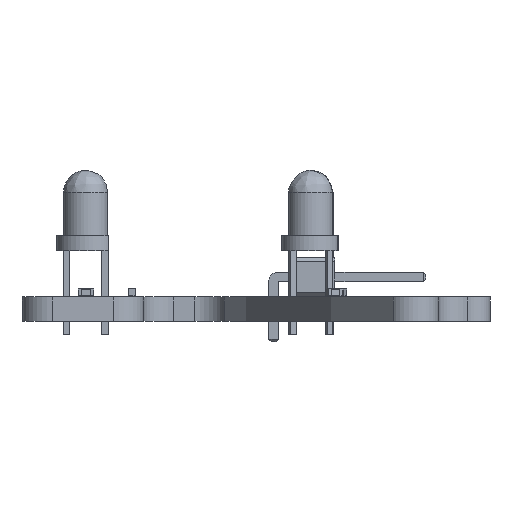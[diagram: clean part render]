
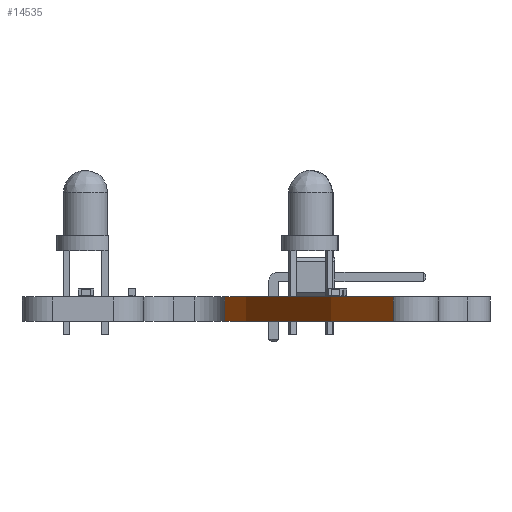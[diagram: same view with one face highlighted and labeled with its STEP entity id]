
A CAD part, left-side view. The second image highlights one B-rep face of the part: STEP entity #14535.
In plain terms, the highlighted cylindrical face has radius 45.001 mm (diameter 90.001 mm), a partial arc.
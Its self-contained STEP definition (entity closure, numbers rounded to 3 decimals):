
#9564 = PLANE('',#9565);
#9565 = AXIS2_PLACEMENT_3D('',#9566,#9567,#9568);
#9566 = CARTESIAN_POINT('',(0.004,46.549,1.6));
#9567 = DIRECTION('',(-0.,-0.,-1.));
#9568 = DIRECTION('',(-1.,0.,0.));
#9623 = PLANE('',#9624);
#9624 = AXIS2_PLACEMENT_3D('',#9625,#9626,#9627);
#9625 = CARTESIAN_POINT('',(0.004,46.549,0.));
#9626 = DIRECTION('',(-0.,-0.,-1.));
#9627 = DIRECTION('',(-1.,0.,0.));
#9911 = VERTEX_POINT('',#9912);
#9912 = CARTESIAN_POINT('',(-30.011,33.533,0.));
#9931 = CYLINDRICAL_SURFACE('',#9932,1.7);
#9932 = AXIS2_PLACEMENT_3D('',#9933,#9934,#9935);
#9933 = CARTESIAN_POINT('',(-28.877,32.266,0.));
#9934 = DIRECTION('',(-0.,-0.,-1.));
#9935 = DIRECTION('',(1.,0.,-0.));
#9943 = EDGE_CURVE('',#9944,#9911,#9946,.T.);
#9944 = VERTEX_POINT('',#9945);
#9945 = CARTESIAN_POINT('',(-5.745,44.632,0.));
#9946 = SURFACE_CURVE('',#9947,(#9952,#9963),.PCURVE_S1.);
#9947 = CIRCLE('',#9948,45.);
#9948 = AXIS2_PLACEMENT_3D('',#9949,#9950,#9951);
#9949 = CARTESIAN_POINT('',(0.,0.,0.));
#9950 = DIRECTION('',(0.,0.,1.));
#9951 = DIRECTION('',(1.,0.,-0.));
#9952 = PCURVE('',#9623,#9953);
#9953 = DEFINITIONAL_REPRESENTATION('',(#9954),#9962);
#9954 = ( BOUNDED_CURVE() B_SPLINE_CURVE(2,(#9955,#9956,#9957,#9958,
#9959,#9960,#9961),.UNSPECIFIED.,.T.,.F.) B_SPLINE_CURVE_WITH_KNOTS((1,2
    ,2,2,2,1),(-2.094,0.,2.094,4.189,
6.283,8.378),.UNSPECIFIED.) CURVE() 
GEOMETRIC_REPRESENTATION_ITEM() RATIONAL_B_SPLINE_CURVE((1.,0.5,1.,0.5,
1.,0.5,1.)) REPRESENTATION_ITEM('') );
#9955 = CARTESIAN_POINT('',(-44.997,-46.549));
#9956 = CARTESIAN_POINT('',(-44.997,31.394));
#9957 = CARTESIAN_POINT('',(22.504,-7.577));
#9958 = CARTESIAN_POINT('',(90.005,-46.549));
#9959 = CARTESIAN_POINT('',(22.504,-85.52));
#9960 = CARTESIAN_POINT('',(-44.997,-124.492));
#9961 = CARTESIAN_POINT('',(-44.997,-46.549));
#9962 = ( GEOMETRIC_REPRESENTATION_CONTEXT(2) 
PARAMETRIC_REPRESENTATION_CONTEXT() REPRESENTATION_CONTEXT('2D SPACE',''
  ) );
#9963 = PCURVE('',#9964,#9969);
#9964 = CYLINDRICAL_SURFACE('',#9965,45.);
#9965 = AXIS2_PLACEMENT_3D('',#9966,#9967,#9968);
#9966 = CARTESIAN_POINT('',(0.,0.,0.));
#9967 = DIRECTION('',(-0.,-0.,-1.));
#9968 = DIRECTION('',(1.,0.,-0.));
#9969 = DEFINITIONAL_REPRESENTATION('',(#9970),#9974);
#9970 = LINE('',#9971,#9972);
#9971 = CARTESIAN_POINT('',(-0.,0.));
#9972 = VECTOR('',#9973,1.);
#9973 = DIRECTION('',(-1.,0.));
#9974 = ( GEOMETRIC_REPRESENTATION_CONTEXT(2) 
PARAMETRIC_REPRESENTATION_CONTEXT() REPRESENTATION_CONTEXT('2D SPACE',''
  ) );
#9997 = CYLINDRICAL_SURFACE('',#9998,2.);
#9998 = AXIS2_PLACEMENT_3D('',#9999,#10000,#10001);
#9999 = CARTESIAN_POINT('',(-6.,46.616,0.));
#10000 = DIRECTION('',(-0.,-0.,-1.));
#10001 = DIRECTION('',(1.,0.,-0.));
#12317 = VERTEX_POINT('',#12318);
#12318 = CARTESIAN_POINT('',(-30.011,33.533,1.6));
#12344 = EDGE_CURVE('',#12345,#12317,#12347,.T.);
#12345 = VERTEX_POINT('',#12346);
#12346 = CARTESIAN_POINT('',(-5.745,44.632,1.6));
#12347 = SURFACE_CURVE('',#12348,(#12353,#12364),.PCURVE_S1.);
#12348 = CIRCLE('',#12349,45.);
#12349 = AXIS2_PLACEMENT_3D('',#12350,#12351,#12352);
#12350 = CARTESIAN_POINT('',(0.,0.,1.6)
  );
#12351 = DIRECTION('',(0.,0.,1.));
#12352 = DIRECTION('',(1.,0.,-0.));
#12353 = PCURVE('',#9564,#12354);
#12354 = DEFINITIONAL_REPRESENTATION('',(#12355),#12363);
#12355 = ( BOUNDED_CURVE() B_SPLINE_CURVE(2,(#12356,#12357,#12358,#12359
    ,#12360,#12361,#12362),.UNSPECIFIED.,.T.,.F.) 
B_SPLINE_CURVE_WITH_KNOTS((1,2,2,2,2,1),(-2.094,0.,
    2.094,4.189,6.283,8.378),
.UNSPECIFIED.) CURVE() GEOMETRIC_REPRESENTATION_ITEM() 
RATIONAL_B_SPLINE_CURVE((1.,0.5,1.,0.5,1.,0.5,1.)) REPRESENTATION_ITEM(
  '') );
#12356 = CARTESIAN_POINT('',(-44.997,-46.549));
#12357 = CARTESIAN_POINT('',(-44.997,31.394));
#12358 = CARTESIAN_POINT('',(22.504,-7.577));
#12359 = CARTESIAN_POINT('',(90.005,-46.549));
#12360 = CARTESIAN_POINT('',(22.504,-85.52));
#12361 = CARTESIAN_POINT('',(-44.997,-124.492));
#12362 = CARTESIAN_POINT('',(-44.997,-46.549));
#12363 = ( GEOMETRIC_REPRESENTATION_CONTEXT(2) 
PARAMETRIC_REPRESENTATION_CONTEXT() REPRESENTATION_CONTEXT('2D SPACE',''
  ) );
#12364 = PCURVE('',#9964,#12365);
#12365 = DEFINITIONAL_REPRESENTATION('',(#12366),#12370);
#12366 = LINE('',#12367,#12368);
#12367 = CARTESIAN_POINT('',(-0.,-1.6));
#12368 = VECTOR('',#12369,1.);
#12369 = DIRECTION('',(-1.,0.));
#12370 = ( GEOMETRIC_REPRESENTATION_CONTEXT(2) 
PARAMETRIC_REPRESENTATION_CONTEXT() REPRESENTATION_CONTEXT('2D SPACE',''
  ) );
#14485 = EDGE_CURVE('',#9911,#12317,#14486,.T.);
#14486 = SURFACE_CURVE('',#14487,(#14491,#14498),.PCURVE_S1.);
#14487 = LINE('',#14488,#14489);
#14488 = CARTESIAN_POINT('',(-30.011,33.533,0.));
#14489 = VECTOR('',#14490,1.);
#14490 = DIRECTION('',(0.,0.,1.));
#14491 = PCURVE('',#9931,#14492);
#14492 = DEFINITIONAL_REPRESENTATION('',(#14493),#14497);
#14493 = LINE('',#14494,#14495);
#14494 = CARTESIAN_POINT('',(-2.301,0.));
#14495 = VECTOR('',#14496,1.);
#14496 = DIRECTION('',(-0.,-1.));
#14497 = ( GEOMETRIC_REPRESENTATION_CONTEXT(2) 
PARAMETRIC_REPRESENTATION_CONTEXT() REPRESENTATION_CONTEXT('2D SPACE',''
  ) );
#14498 = PCURVE('',#9964,#14499);
#14499 = DEFINITIONAL_REPRESENTATION('',(#14500),#14504);
#14500 = LINE('',#14501,#14502);
#14501 = CARTESIAN_POINT('',(-2.301,0.));
#14502 = VECTOR('',#14503,1.);
#14503 = DIRECTION('',(-0.,-1.));
#14504 = ( GEOMETRIC_REPRESENTATION_CONTEXT(2) 
PARAMETRIC_REPRESENTATION_CONTEXT() REPRESENTATION_CONTEXT('2D SPACE',''
  ) );
#14535 = ADVANCED_FACE('',(#14536),#9964,.T.);
#14536 = FACE_BOUND('',#14537,.F.);
#14537 = EDGE_LOOP('',(#14538,#14559,#14560,#14561));
#14538 = ORIENTED_EDGE('',*,*,#14539,.T.);
#14539 = EDGE_CURVE('',#9944,#12345,#14540,.T.);
#14540 = SURFACE_CURVE('',#14541,(#14545,#14552),.PCURVE_S1.);
#14541 = LINE('',#14542,#14543);
#14542 = CARTESIAN_POINT('',(-5.745,44.632,0.));
#14543 = VECTOR('',#14544,1.);
#14544 = DIRECTION('',(0.,0.,1.));
#14545 = PCURVE('',#9964,#14546);
#14546 = DEFINITIONAL_REPRESENTATION('',(#14547),#14551);
#14547 = LINE('',#14548,#14549);
#14548 = CARTESIAN_POINT('',(-1.699,0.));
#14549 = VECTOR('',#14550,1.);
#14550 = DIRECTION('',(-0.,-1.));
#14551 = ( GEOMETRIC_REPRESENTATION_CONTEXT(2) 
PARAMETRIC_REPRESENTATION_CONTEXT() REPRESENTATION_CONTEXT('2D SPACE',''
  ) );
#14552 = PCURVE('',#9997,#14553);
#14553 = DEFINITIONAL_REPRESENTATION('',(#14554),#14558);
#14554 = LINE('',#14555,#14556);
#14555 = CARTESIAN_POINT('',(-4.84,0.));
#14556 = VECTOR('',#14557,1.);
#14557 = DIRECTION('',(-0.,-1.));
#14558 = ( GEOMETRIC_REPRESENTATION_CONTEXT(2) 
PARAMETRIC_REPRESENTATION_CONTEXT() REPRESENTATION_CONTEXT('2D SPACE',''
  ) );
#14559 = ORIENTED_EDGE('',*,*,#12344,.T.);
#14560 = ORIENTED_EDGE('',*,*,#14485,.F.);
#14561 = ORIENTED_EDGE('',*,*,#9943,.F.);
